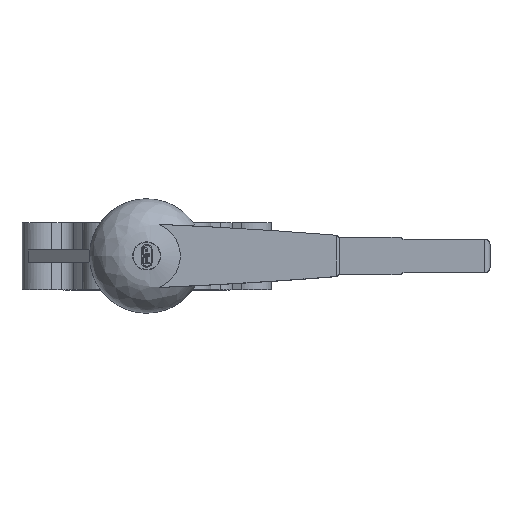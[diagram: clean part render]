
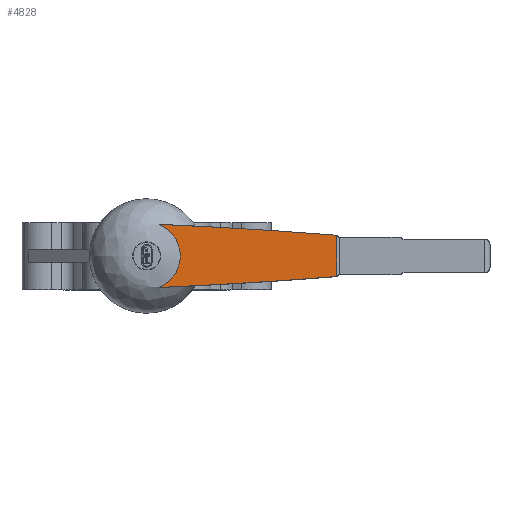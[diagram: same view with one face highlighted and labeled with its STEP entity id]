
A CAD part, top view. The second image highlights one B-rep face of the part: STEP entity #4828.
In plain terms, the highlighted planar face has unit normal (0, 0, 1).
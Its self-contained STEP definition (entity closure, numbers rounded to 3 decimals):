
#67=PLANE($,#5137);
#316=FACE_OUTER_BOUND($,#580,.T.);
#580=EDGE_LOOP($,(#3358,#3359,#3360,#3361,#3362,#3363,#3364,#3365));
#858=LINE($,#7257,#1272);
#861=LINE($,#7279,#1275);
#883=LINE($,#7496,#1297);
#1272=VECTOR($,#5660,7.153);
#1275=VECTOR($,#5675,7.153);
#1297=VECTOR($,#5771,39.165);
#1688=CIRCLE($,#5084,32.295);
#1691=CIRCLE($,#5089,4640.612);
#1696=CIRCLE($,#5100,4640.612);
#1698=CIRCLE($,#5104,5.);
#1703=CIRCLE($,#5112,5.);
#1968=VERTEX_POINT($,#7229);
#1969=VERTEX_POINT($,#7234);
#1971=VERTEX_POINT($,#7255);
#1974=VERTEX_POINT($,#7270);
#1976=VERTEX_POINT($,#7278);
#1986=VERTEX_POINT($,#7315);
#1992=VERTEX_POINT($,#7361);
#2000=VERTEX_POINT($,#7405);
#2464=EDGE_CURVE($,#1968,#1969,#1688,.T.);
#2469=EDGE_CURVE($,#1971,#1968,#858,.T.);
#2473=EDGE_CURVE($,#1971,#1974,#1691,.T.);
#2476=EDGE_CURVE($,#1976,#1969,#861,.T.);
#2488=EDGE_CURVE($,#1986,#1976,#1696,.T.);
#2496=EDGE_CURVE($,#1992,#1986,#1698,.T.);
#2509=EDGE_CURVE($,#1974,#2000,#1703,.T.);
#2534=EDGE_CURVE($,#1992,#2000,#883,.T.);
#3358=ORIENTED_EDGE($,*,*,#2464,.F.);
#3359=ORIENTED_EDGE($,*,*,#2469,.F.);
#3360=ORIENTED_EDGE($,*,*,#2473,.T.);
#3361=ORIENTED_EDGE($,*,*,#2509,.T.);
#3362=ORIENTED_EDGE($,*,*,#2534,.F.);
#3363=ORIENTED_EDGE($,*,*,#2496,.T.);
#3364=ORIENTED_EDGE($,*,*,#2488,.T.);
#3365=ORIENTED_EDGE($,*,*,#2476,.T.);
#4828=ADVANCED_FACE($,(#316),#67,.T.);
#5084=AXIS2_PLACEMENT_3D($,#7235,#5653,#5654);
#5089=AXIS2_PLACEMENT_3D($,#7272,#5666,#5667);
#5100=AXIS2_PLACEMENT_3D($,#7316,#5695,#5696);
#5104=AXIS2_PLACEMENT_3D($,#7362,#5705,#5706);
#5112=AXIS2_PLACEMENT_3D($,#7412,#5725,#5726);
#5137=AXIS2_PLACEMENT_3D($,#7510,#5792,#5793);
#5653=DIRECTION('center_axis',(0.,0.,1.));
#5654=DIRECTION('ref_axis',(-1.,0.,0.));
#5660=DIRECTION($,(-1.,0.,0.));
#5666=DIRECTION('center_axis',(0.,0.,1.));
#5667=DIRECTION('ref_axis',(1.,0.,0.));
#5675=DIRECTION($,(-1.,0.,0.));
#5695=DIRECTION('center_axis',(0.,0.,1.));
#5696=DIRECTION('ref_axis',(1.,0.,0.));
#5705=DIRECTION('center_axis',(0.,0.,1.));
#5706=DIRECTION('ref_axis',(1.,0.,0.));
#5725=DIRECTION('center_axis',(0.,0.,1.));
#5726=DIRECTION('ref_axis',(1.,0.,0.));
#5771=DIRECTION($,(0.,-1.,0.));
#5792=DIRECTION('center_axis',(0.,0.,1.));
#5793=DIRECTION('ref_axis',(1.,0.,0.));
#7229=CARTESIAN_POINT('',(11.941,-30.006,53.5));
#7234=CARTESIAN_POINT('',(11.941,30.006,53.5));
#7235=CARTESIAN_POINT('Origin',(0.,0.,53.5));
#7255=CARTESIAN_POINT('',(19.094,-30.006,53.5));
#7257=CARTESIAN_POINT($,(19.094,-30.006,53.5));
#7270=CARTESIAN_POINT('',(180.535,-20.,53.5));
#7272=CARTESIAN_POINT('Origin',(-187.215,4606.017,53.5));
#7278=CARTESIAN_POINT('',(19.094,30.006,53.5));
#7279=CARTESIAN_POINT($,(19.094,30.006,53.5));
#7315=CARTESIAN_POINT('',(180.535,20.,53.5));
#7316=CARTESIAN_POINT('Origin',(-187.215,-4606.017,53.5));
#7361=CARTESIAN_POINT('',(182.535,19.583,53.5));
#7362=CARTESIAN_POINT('Origin',(180.535,15.,53.5));
#7405=CARTESIAN_POINT('',(182.535,-19.583,53.5));
#7412=CARTESIAN_POINT('Origin',(180.535,-15.,53.5));
#7496=CARTESIAN_POINT($,(182.535,19.583,53.5));
#7510=CARTESIAN_POINT('Origin',(11.793,33.,53.5));
